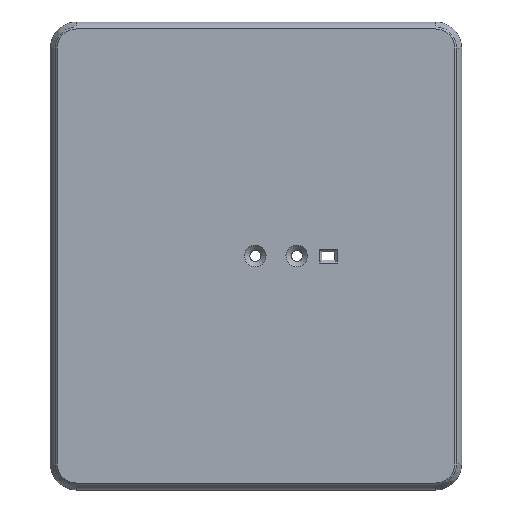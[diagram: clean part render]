
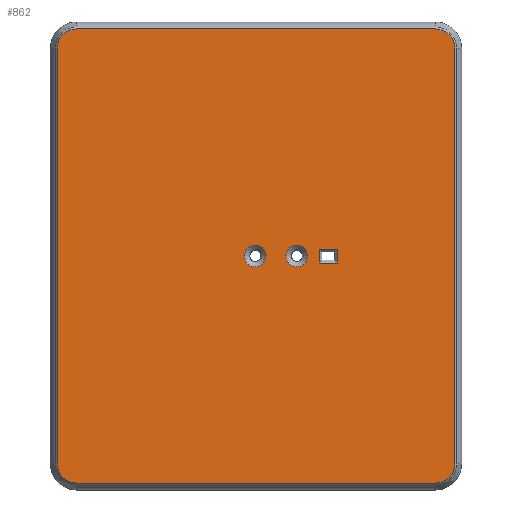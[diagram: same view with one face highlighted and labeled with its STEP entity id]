
A CAD part, top view. The second image highlights one B-rep face of the part: STEP entity #862.
In plain terms, the highlighted planar face has unit normal (0, 0, 1).
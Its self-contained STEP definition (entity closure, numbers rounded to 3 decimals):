
#57=CIRCLE('',#914,6.9);
#58=CIRCLE('',#915,6.9);
#59=CIRCLE('',#916,6.9);
#60=CIRCLE('',#917,6.9);
#61=CIRCLE('',#918,3.9);
#62=CIRCLE('',#919,3.9);
#92=FACE_BOUND('',#160,.T.);
#93=FACE_BOUND('',#161,.T.);
#94=FACE_BOUND('',#162,.T.);
#109=FACE_OUTER_BOUND('',#159,.T.);
#159=EDGE_LOOP('',(#615,#616,#617,#618,#619,#620,#621,#622));
#160=EDGE_LOOP('',(#623));
#161=EDGE_LOOP('',(#624));
#162=EDGE_LOOP('',(#625,#626,#627,#628));
#224=LINE('',#1255,#300);
#228=LINE('',#1262,#304);
#230=LINE('',#1266,#306);
#232=LINE('',#1269,#308);
#234=LINE('',#1274,#310);
#235=LINE('',#1278,#311);
#236=LINE('',#1282,#312);
#237=LINE('',#1286,#313);
#300=VECTOR('',#1017,10.);
#304=VECTOR('',#1023,10.);
#306=VECTOR('',#1027,10.);
#308=VECTOR('',#1031,10.);
#310=VECTOR('',#1035,10.);
#311=VECTOR('',#1038,10.);
#312=VECTOR('',#1041,10.);
#313=VECTOR('',#1044,10.);
#370=VERTEX_POINT('',#1253);
#371=VERTEX_POINT('',#1254);
#373=VERTEX_POINT('',#1261);
#374=VERTEX_POINT('',#1265);
#375=VERTEX_POINT('',#1272);
#376=VERTEX_POINT('',#1273);
#377=VERTEX_POINT('',#1275);
#378=VERTEX_POINT('',#1277);
#379=VERTEX_POINT('',#1279);
#380=VERTEX_POINT('',#1281);
#381=VERTEX_POINT('',#1283);
#382=VERTEX_POINT('',#1285);
#383=VERTEX_POINT('',#1288);
#384=VERTEX_POINT('',#1290);
#459=EDGE_CURVE('',#370,#371,#224,.T.);
#463=EDGE_CURVE('',#371,#373,#228,.T.);
#465=EDGE_CURVE('',#374,#370,#230,.T.);
#467=EDGE_CURVE('',#373,#374,#232,.T.);
#469=EDGE_CURVE('',#375,#376,#234,.T.);
#470=EDGE_CURVE('',#377,#375,#57,.T.);
#471=EDGE_CURVE('',#378,#377,#235,.T.);
#472=EDGE_CURVE('',#379,#378,#58,.T.);
#473=EDGE_CURVE('',#380,#379,#236,.T.);
#474=EDGE_CURVE('',#381,#380,#59,.T.);
#475=EDGE_CURVE('',#382,#381,#237,.T.);
#476=EDGE_CURVE('',#376,#382,#60,.T.);
#477=EDGE_CURVE('',#383,#383,#61,.T.);
#478=EDGE_CURVE('',#384,#384,#62,.T.);
#615=ORIENTED_EDGE('',*,*,#469,.F.);
#616=ORIENTED_EDGE('',*,*,#470,.F.);
#617=ORIENTED_EDGE('',*,*,#471,.F.);
#618=ORIENTED_EDGE('',*,*,#472,.F.);
#619=ORIENTED_EDGE('',*,*,#473,.F.);
#620=ORIENTED_EDGE('',*,*,#474,.F.);
#621=ORIENTED_EDGE('',*,*,#475,.F.);
#622=ORIENTED_EDGE('',*,*,#476,.F.);
#623=ORIENTED_EDGE('',*,*,#477,.T.);
#624=ORIENTED_EDGE('',*,*,#478,.T.);
#625=ORIENTED_EDGE('',*,*,#459,.F.);
#626=ORIENTED_EDGE('',*,*,#465,.F.);
#627=ORIENTED_EDGE('',*,*,#467,.F.);
#628=ORIENTED_EDGE('',*,*,#463,.F.);
#836=PLANE('',#913);
#862=ADVANCED_FACE('',(#109,#92,#93,#94),#836,.T.);
#913=AXIS2_PLACEMENT_3D('',#1271,#1033,#1034);
#914=AXIS2_PLACEMENT_3D('',#1276,#1036,#1037);
#915=AXIS2_PLACEMENT_3D('',#1280,#1039,#1040);
#916=AXIS2_PLACEMENT_3D('',#1284,#1042,#1043);
#917=AXIS2_PLACEMENT_3D('',#1287,#1045,#1046);
#918=AXIS2_PLACEMENT_3D('',#1289,#1047,#1048);
#919=AXIS2_PLACEMENT_3D('',#1291,#1049,#1050);
#1017=DIRECTION('',(0.,1.,0.));
#1023=DIRECTION('',(-1.,0.,0.));
#1027=DIRECTION('',(1.,0.,0.));
#1031=DIRECTION('',(0.,-1.,0.));
#1033=DIRECTION('center_axis',(0.,0.,1.));
#1034=DIRECTION('ref_axis',(1.,0.,0.));
#1035=DIRECTION('',(0.,-1.,0.));
#1036=DIRECTION('center_axis',(0.,0.,-1.));
#1037=DIRECTION('ref_axis',(1.,0.,0.));
#1038=DIRECTION('',(1.,0.,0.));
#1039=DIRECTION('center_axis',(0.,0.,-1.));
#1040=DIRECTION('ref_axis',(0.,1.,0.));
#1041=DIRECTION('',(0.,1.,0.));
#1042=DIRECTION('center_axis',(0.,0.,-1.));
#1043=DIRECTION('ref_axis',(-1.,0.,0.));
#1044=DIRECTION('',(-1.,0.,0.));
#1045=DIRECTION('center_axis',(0.,0.,-1.));
#1046=DIRECTION('ref_axis',(0.,-1.,0.));
#1047=DIRECTION('center_axis',(0.,0.,-1.));
#1048=DIRECTION('ref_axis',(-1.,0.,0.));
#1049=DIRECTION('center_axis',(0.,0.,-1.));
#1050=DIRECTION('ref_axis',(-1.,0.,0.));
#1253=CARTESIAN_POINT('',(79.508,-2.554,32.5));
#1254=CARTESIAN_POINT('',(79.508,2.446,32.5));
#1255=CARTESIAN_POINT('',(79.508,-0.627,32.5));
#1261=CARTESIAN_POINT('',(72.968,2.446,32.5));
#1262=CARTESIAN_POINT('',(64.216,2.446,32.5));
#1265=CARTESIAN_POINT('',(72.968,-2.554,32.5));
#1266=CARTESIAN_POINT('',(62.246,-2.554,32.5));
#1269=CARTESIAN_POINT('',(72.968,0.573,32.5));
#1271=CARTESIAN_POINT('Origin',(50.225,0.,32.5));
#1272=CARTESIAN_POINT('',(121.9,75.,32.5));
#1273=CARTESIAN_POINT('',(121.9,-75.,32.5));
#1274=CARTESIAN_POINT('',(121.9,-37.5,32.5));
#1275=CARTESIAN_POINT('',(115.,81.9,32.5));
#1276=CARTESIAN_POINT('Origin',(115.,75.,32.5));
#1277=CARTESIAN_POINT('',(-14.551,81.9,32.5));
#1278=CARTESIAN_POINT('',(82.612,81.9,32.5));
#1279=CARTESIAN_POINT('',(-21.451,75.,32.5));
#1280=CARTESIAN_POINT('Origin',(-14.551,75.,32.5));
#1281=CARTESIAN_POINT('',(-21.451,-75.,32.5));
#1282=CARTESIAN_POINT('',(-21.451,37.5,32.5));
#1283=CARTESIAN_POINT('',(-14.551,-81.9,32.5));
#1284=CARTESIAN_POINT('Origin',(-14.551,-75.,32.5));
#1285=CARTESIAN_POINT('',(115.,-81.9,32.5));
#1286=CARTESIAN_POINT('',(17.837,-81.9,32.5));
#1287=CARTESIAN_POINT('Origin',(115.,-75.,32.5));
#1288=CARTESIAN_POINT('',(53.84,0.,32.5));
#1289=CARTESIAN_POINT('Origin',(49.94,0.,32.5));
#1290=CARTESIAN_POINT('',(68.84,0.,32.5));
#1291=CARTESIAN_POINT('Origin',(64.94,0.,32.5));
